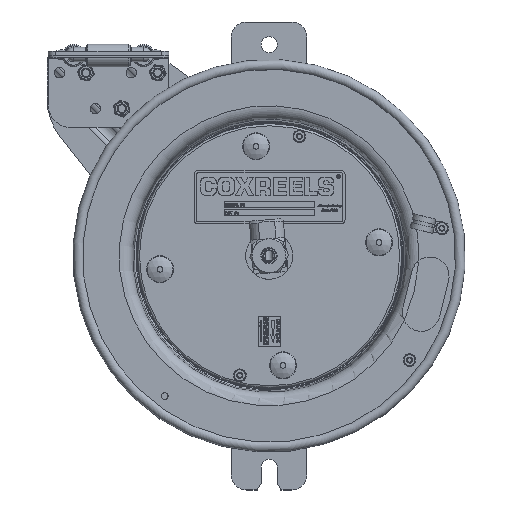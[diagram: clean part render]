
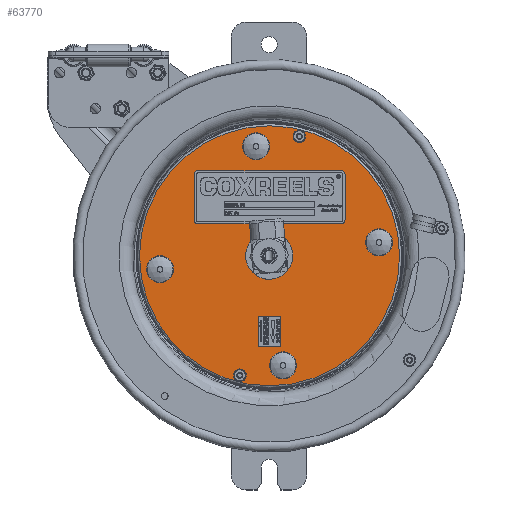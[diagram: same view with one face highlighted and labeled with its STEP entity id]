
A CAD part, top view. The second image highlights one B-rep face of the part: STEP entity #63770.
In plain terms, the highlighted planar face has unit normal (0, 0, 1).
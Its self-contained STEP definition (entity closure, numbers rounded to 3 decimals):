
#3494=FACE_BOUND('',#9351,.T.);
#3495=FACE_BOUND('',#9352,.T.);
#3496=FACE_BOUND('',#9353,.T.);
#3497=FACE_BOUND('',#9354,.T.);
#3498=FACE_BOUND('',#9355,.T.);
#3499=FACE_BOUND('',#9356,.T.);
#3500=FACE_BOUND('',#9357,.T.);
#4343=PLANE('',#67617);
#6564=FACE_OUTER_BOUND('',#9350,.T.);
#9350=EDGE_LOOP('',(#51674,#51675));
#9351=EDGE_LOOP('',(#51676));
#9352=EDGE_LOOP('',(#51677,#51678));
#9353=EDGE_LOOP('',(#51679,#51680));
#9354=EDGE_LOOP('',(#51681,#51682));
#9355=EDGE_LOOP('',(#51683,#51684));
#9356=EDGE_LOOP('',(#51685));
#9357=EDGE_LOOP('',(#51686));
#24688=CIRCLE('',#67605,0.447);
#24690=CIRCLE('',#67607,0.447);
#24694=CIRCLE('',#67614,0.447);
#24696=CIRCLE('',#67616,0.447);
#24697=CIRCLE('',#67618,4.308);
#24698=CIRCLE('',#67619,4.308);
#24699=CIRCLE('',#67620,0.656);
#24700=CIRCLE('',#67621,0.447);
#24701=CIRCLE('',#67622,0.447);
#24702=CIRCLE('',#67623,0.447);
#24703=CIRCLE('',#67624,0.447);
#24704=CIRCLE('',#67625,0.11);
#24705=CIRCLE('',#67626,0.11);
#28900=VERTEX_POINT('',#100285);
#28901=VERTEX_POINT('',#100286);
#28905=VERTEX_POINT('',#100299);
#28906=VERTEX_POINT('',#100300);
#28907=VERTEX_POINT('',#100305);
#28908=VERTEX_POINT('',#100306);
#28909=VERTEX_POINT('',#100309);
#28910=VERTEX_POINT('',#100311);
#28911=VERTEX_POINT('',#100312);
#28912=VERTEX_POINT('',#100315);
#28913=VERTEX_POINT('',#100316);
#28914=VERTEX_POINT('',#100319);
#28915=VERTEX_POINT('',#100321);
#38072=EDGE_CURVE('',#28900,#28901,#24688,.T.);
#38074=EDGE_CURVE('',#28901,#28900,#24690,.T.);
#38078=EDGE_CURVE('',#28905,#28906,#24694,.T.);
#38080=EDGE_CURVE('',#28906,#28905,#24696,.T.);
#38081=EDGE_CURVE('',#28907,#28908,#24697,.T.);
#38082=EDGE_CURVE('',#28908,#28907,#24698,.T.);
#38083=EDGE_CURVE('',#28909,#28909,#24699,.T.);
#38084=EDGE_CURVE('',#28910,#28911,#24700,.T.);
#38085=EDGE_CURVE('',#28911,#28910,#24701,.T.);
#38086=EDGE_CURVE('',#28912,#28913,#24702,.T.);
#38087=EDGE_CURVE('',#28913,#28912,#24703,.T.);
#38088=EDGE_CURVE('',#28914,#28914,#24704,.T.);
#38089=EDGE_CURVE('',#28915,#28915,#24705,.T.);
#51674=ORIENTED_EDGE('',*,*,#38081,.F.);
#51675=ORIENTED_EDGE('',*,*,#38082,.F.);
#51676=ORIENTED_EDGE('',*,*,#38083,.T.);
#51677=ORIENTED_EDGE('',*,*,#38078,.F.);
#51678=ORIENTED_EDGE('',*,*,#38080,.F.);
#51679=ORIENTED_EDGE('',*,*,#38084,.F.);
#51680=ORIENTED_EDGE('',*,*,#38085,.F.);
#51681=ORIENTED_EDGE('',*,*,#38072,.F.);
#51682=ORIENTED_EDGE('',*,*,#38074,.F.);
#51683=ORIENTED_EDGE('',*,*,#38086,.F.);
#51684=ORIENTED_EDGE('',*,*,#38087,.F.);
#51685=ORIENTED_EDGE('',*,*,#38088,.T.);
#51686=ORIENTED_EDGE('',*,*,#38089,.T.);
#63770=ADVANCED_FACE('',(#6564,#3494,#3495,#3496,#3497,#3498,#3499,#3500),
#4343,.T.);
#67605=AXIS2_PLACEMENT_3D('',#100287,#76408,#76409);
#67607=AXIS2_PLACEMENT_3D('',#100289,#76412,#76413);
#67614=AXIS2_PLACEMENT_3D('',#100301,#76426,#76427);
#67616=AXIS2_PLACEMENT_3D('',#100303,#76430,#76431);
#67617=AXIS2_PLACEMENT_3D('',#100304,#76432,#76433);
#67618=AXIS2_PLACEMENT_3D('',#100307,#76434,#76435);
#67619=AXIS2_PLACEMENT_3D('',#100308,#76436,#76437);
#67620=AXIS2_PLACEMENT_3D('',#100310,#76438,#76439);
#67621=AXIS2_PLACEMENT_3D('',#100313,#76440,#76441);
#67622=AXIS2_PLACEMENT_3D('',#100314,#76442,#76443);
#67623=AXIS2_PLACEMENT_3D('',#100317,#76444,#76445);
#67624=AXIS2_PLACEMENT_3D('',#100318,#76446,#76447);
#67625=AXIS2_PLACEMENT_3D('',#100320,#76448,#76449);
#67626=AXIS2_PLACEMENT_3D('',#100322,#76450,#76451);
#76408=DIRECTION('center_axis',(0.,0.,
1.));
#76409=DIRECTION('ref_axis',(1.,0.,0.));
#76412=DIRECTION('center_axis',(0.,0.,
1.));
#76413=DIRECTION('ref_axis',(1.,0.,0.));
#76426=DIRECTION('center_axis',(0.,0.,
1.));
#76427=DIRECTION('ref_axis',(1.,0.,0.));
#76430=DIRECTION('center_axis',(0.,0.,
1.));
#76431=DIRECTION('ref_axis',(1.,0.,0.));
#76432=DIRECTION('center_axis',(0.,0.,
1.));
#76433=DIRECTION('ref_axis',(0.,-1.,0.));
#76434=DIRECTION('center_axis',(0.,0.,
-1.));
#76435=DIRECTION('ref_axis',(-1.,0.,0.));
#76436=DIRECTION('center_axis',(0.,0.,
-1.));
#76437=DIRECTION('ref_axis',(-1.,0.,0.));
#76438=DIRECTION('center_axis',(0.,0.,
-1.));
#76439=DIRECTION('ref_axis',(-1.,0.,0.));
#76440=DIRECTION('center_axis',(0.,0.,
1.));
#76441=DIRECTION('ref_axis',(1.,0.,0.));
#76442=DIRECTION('center_axis',(0.,0.,
1.));
#76443=DIRECTION('ref_axis',(1.,0.,0.));
#76444=DIRECTION('center_axis',(0.,0.,
1.));
#76445=DIRECTION('ref_axis',(1.,0.,0.));
#76446=DIRECTION('center_axis',(0.,0.,
1.));
#76447=DIRECTION('ref_axis',(1.,0.,0.));
#76448=DIRECTION('center_axis',(0.,0.,
-1.));
#76449=DIRECTION('ref_axis',(0.,1.,0.));
#76450=DIRECTION('center_axis',(0.,0.,
-1.));
#76451=DIRECTION('ref_axis',(0.,1.,0.));
#100285=CARTESIAN_POINT('',(-5.226,-1.075,-5.637));
#100286=CARTESIAN_POINT('',(-5.673,-0.628,-5.637));
#100287=CARTESIAN_POINT('Origin',(-5.673,-1.075,-5.637));
#100289=CARTESIAN_POINT('Origin',(-5.673,-1.075,-5.637));
#100299=CARTESIAN_POINT('',(2.029,-0.184,-5.637));
#100300=CARTESIAN_POINT('',(1.583,0.262,-5.637));
#100301=CARTESIAN_POINT('Origin',(1.583,-0.184,-5.637));
#100303=CARTESIAN_POINT('Origin',(1.583,-0.184,-5.637));
#100304=CARTESIAN_POINT('Origin',(-4.527,-0.63,
-5.637));
#100305=CARTESIAN_POINT('',(-6.353,-0.63,-5.637));
#100306=CARTESIAN_POINT('',(-2.045,-4.937,-5.637));
#100307=CARTESIAN_POINT('Origin',(-2.045,-0.63,
-5.637));
#100308=CARTESIAN_POINT('Origin',(-2.045,-0.63,
-5.637));
#100309=CARTESIAN_POINT('',(-2.701,-0.63,-5.637));
#100310=CARTESIAN_POINT('Origin',(-2.045,-0.63,
-5.637));
#100311=CARTESIAN_POINT('',(-1.153,-4.258,-5.637));
#100312=CARTESIAN_POINT('',(-1.6,-3.811,-5.637));
#100313=CARTESIAN_POINT('Origin',(-1.6,-4.258,-5.637));
#100314=CARTESIAN_POINT('Origin',(-1.6,-4.258,-5.637));
#100315=CARTESIAN_POINT('',(-2.044,2.998,-5.637));
#100316=CARTESIAN_POINT('',(-2.491,3.445,-5.637));
#100317=CARTESIAN_POINT('Origin',(-2.491,2.998,-5.637));
#100318=CARTESIAN_POINT('Origin',(-2.491,2.998,-5.637));
#100319=CARTESIAN_POINT('',(-1.058,3.439,-5.637));
#100320=CARTESIAN_POINT('Origin',(-1.058,3.329,-5.637));
#100321=CARTESIAN_POINT('',(-3.032,-4.479,-5.637));
#100322=CARTESIAN_POINT('Origin',(-3.032,-4.589,-5.637));
